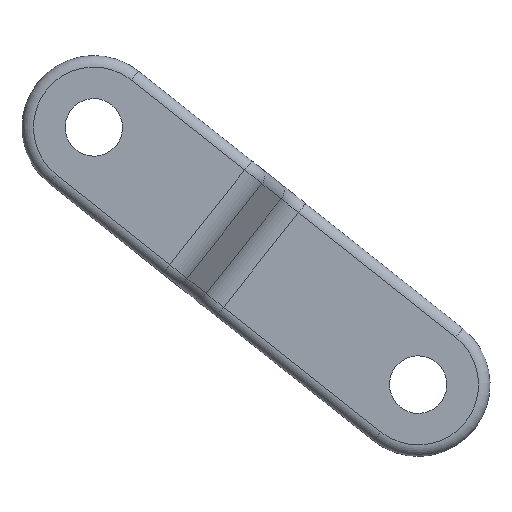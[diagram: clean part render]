
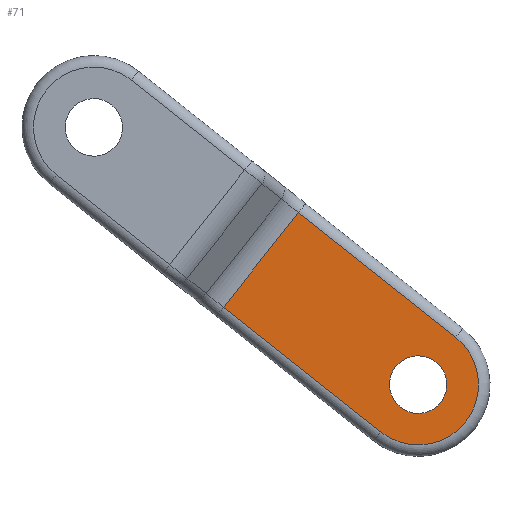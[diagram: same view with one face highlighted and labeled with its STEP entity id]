
A CAD part, front view. The second image highlights one B-rep face of the part: STEP entity #71.
In plain terms, the highlighted planar face has unit normal (0, -1, 0).
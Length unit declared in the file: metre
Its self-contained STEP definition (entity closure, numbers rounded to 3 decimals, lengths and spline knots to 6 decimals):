
#71 = ADVANCED_FACE( '', ( #182, #183 ), #184, .F. );
#182 = FACE_BOUND( '', #339, .T. );
#183 = FACE_OUTER_BOUND( '', #340, .T. );
#184 = PLANE( '', #341 );
#339 = EDGE_LOOP( '', ( #490 ) );
#340 = EDGE_LOOP( '', ( #491, #492, #493, #494 ) );
#341 = AXIS2_PLACEMENT_3D( '', #495, #496, #497 );
#490 = ORIENTED_EDGE( '', *, *, #894, .T. );
#491 = ORIENTED_EDGE( '', *, *, #895, .T. );
#492 = ORIENTED_EDGE( '', *, *, #896, .T. );
#493 = ORIENTED_EDGE( '', *, *, #897, .T. );
#494 = ORIENTED_EDGE( '', *, *, #898, .T. );
#495 = CARTESIAN_POINT( '', ( 4.546071, -0.0396, 1.52679 ) );
#496 = DIRECTION( '', ( 0., 1., 0. ) );
#497 = DIRECTION( '', ( -0.784, 0., 0.621 ) );
#894 = EDGE_CURVE( '', #1049, #1049, #1050, .T. );
#895 = EDGE_CURVE( '', #1051, #1052, #1053, .F. );
#896 = EDGE_CURVE( '', #1052, #1054, #1055, .F. );
#897 = EDGE_CURVE( '', #1054, #1056, #1057, .F. );
#898 = EDGE_CURVE( '', #1056, #1051, #1058, .F. );
#1049 = VERTEX_POINT( '', #1270 );
#1050 = CIRCLE( '', #1271, 0.0396 );
#1051 = VERTEX_POINT( '', #1272 );
#1052 = VERTEX_POINT( '', #1273 );
#1053 = LINE( '', #1274, #1275 );
#1054 = VERTEX_POINT( '', #1276 );
#1055 = LINE( '', #1277, #1278 );
#1056 = VERTEX_POINT( '', #1279 );
#1057 = CIRCLE( '', #1280, 0.08316 );
#1058 = LINE( '', #1281, #1282 );
#1270 = CARTESIAN_POINT( '', ( 4.515041, -0.0396, 1.551393 ) );
#1271 = AXIS2_PLACEMENT_3D( '', #1538, #1539, #1540 );
#1272 = CARTESIAN_POINT( '', ( 4.381154, -0.0396, 1.763681 ) );
#1273 = CARTESIAN_POINT( '', ( 4.27782, -0.0396, 1.633356 ) );
#1274 = CARTESIAN_POINT( '', ( 4.329487, -0.0396, 1.698518 ) );
#1275 = VECTOR( '', #1541, 1. );
#1276 = CARTESIAN_POINT( '', ( 4.494404, -0.0396, 1.461627 ) );
#1277 = CARTESIAN_POINT( '', ( 4.21824, -0.0396, 1.680597 ) );
#1278 = VECTOR( '', #1542, 1. );
#1279 = CARTESIAN_POINT( '', ( 4.597738, -0.0396, 1.591952 ) );
#1280 = AXIS2_PLACEMENT_3D( '', #1543, #1544, #1545 );
#1281 = CARTESIAN_POINT( '', ( 4.150911, -0.0396, 1.946239 ) );
#1282 = VECTOR( '', #1546, 1. );
#1538 = CARTESIAN_POINT( '', ( 4.546071, -0.0396, 1.52679 ) );
#1539 = DIRECTION( '', ( 0., 1., 0. ) );
#1540 = DIRECTION( '', ( -0.784, 0., 0.621 ) );
#1541 = DIRECTION( '', ( 0.621, 0., 0.784 ) );
#1542 = DIRECTION( '', ( -0.784, 0., 0.621 ) );
#1543 = CARTESIAN_POINT( '', ( 4.546071, -0.0396, 1.52679 ) );
#1544 = DIRECTION( '', ( 0., 1., 0. ) );
#1545 = DIRECTION( '', ( -0.784, 0., 0.621 ) );
#1546 = DIRECTION( '', ( 0.784, 0., -0.621 ) );
